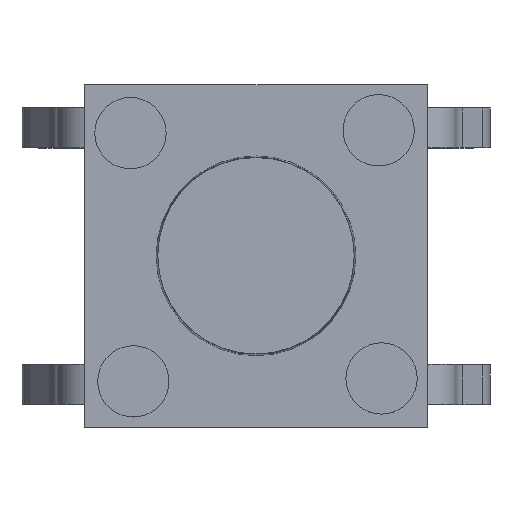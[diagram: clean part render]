
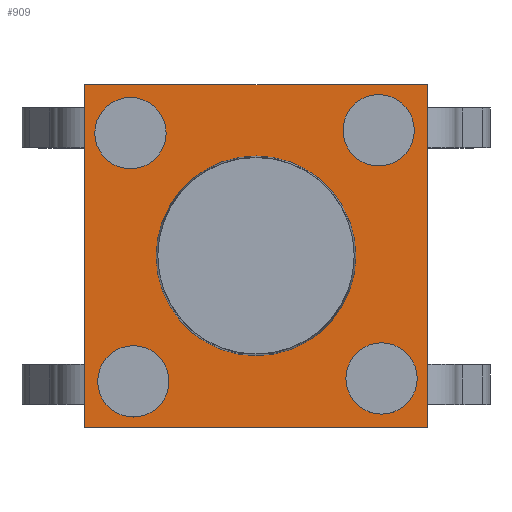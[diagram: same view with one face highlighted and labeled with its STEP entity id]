
A CAD part, top view. The second image highlights one B-rep face of the part: STEP entity #909.
In plain terms, the highlighted planar face has unit normal (0, 0, 1).
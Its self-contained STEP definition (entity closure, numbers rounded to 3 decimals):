
#48 = CARTESIAN_POINT ( 'NONE',  ( -3., -3., 3.5 ) ) ;
#150 = AXIS2_PLACEMENT_3D ( 'NONE', #5826, #2785, #6348 ) ;
#223 = CIRCLE ( 'NONE', #2546, 1.75 ) ;
#230 = CIRCLE ( 'NONE', #1341, 0.625 ) ;
#337 = DIRECTION ( 'NONE',  ( 1., 0., 0. ) ) ;
#406 = AXIS2_PLACEMENT_3D ( 'NONE', #6380, #3333, #337 ) ;
#407 = AXIS2_PLACEMENT_3D ( 'NONE', #1416, #4961, #1928 ) ;
#527 = DIRECTION ( 'NONE',  ( 0., 0., -1. ) ) ;
#574 = FACE_OUTER_BOUND ( 'NONE', #1458, .T. ) ;
#697 = ORIENTED_EDGE ( 'NONE', *, *, #5146, .F. ) ;
#741 = FACE_BOUND ( 'NONE', #2943, .T. ) ;
#824 = DIRECTION ( 'NONE',  ( 1., 0., 0. ) ) ;
#830 = CARTESIAN_POINT ( 'NONE',  ( 0., 0., 3.5 ) ) ;
#909 = ADVANCED_FACE ( 'NONE', ( #4778, #741, #4592, #3255, #1893, #574 ), #933, .T. ) ;
#930 = DIRECTION ( 'NONE',  ( 0., 0., 1. ) ) ;
#933 = PLANE ( 'NONE',  #4086 ) ;
#1024 = LINE ( 'NONE', #1765, #3636 ) ;
#1100 = DIRECTION ( 'NONE',  ( 0., 0., 1. ) ) ;
#1164 = ORIENTED_EDGE ( 'NONE', *, *, #3906, .F. ) ;
#1241 = AXIS2_PLACEMENT_3D ( 'NONE', #3938, #930, #4457 ) ;
#1244 = ORIENTED_EDGE ( 'NONE', *, *, #5278, .F. ) ;
#1272 = EDGE_CURVE ( 'NONE', #2645, #6310, #1024, .T. ) ;
#1341 = AXIS2_PLACEMENT_3D ( 'NONE', #4533, #1495, #5035 ) ;
#1362 = CIRCLE ( 'NONE', #2236, 0.625 ) ;
#1416 = CARTESIAN_POINT ( 'NONE',  ( 0., 0., 3.5 ) ) ;
#1458 = EDGE_LOOP ( 'NONE', ( #4161, #3113, #4254, #4473 ) ) ;
#1495 = DIRECTION ( 'NONE',  ( 0., 0., 1. ) ) ;
#1517 = CARTESIAN_POINT ( 'NONE',  ( 2.15, 2.2, 3.5 ) ) ;
#1727 = VERTEX_POINT ( 'NONE', #4932 ) ;
#1765 = CARTESIAN_POINT ( 'NONE',  ( -3., -3., 3.5 ) ) ;
#1766 = CIRCLE ( 'NONE', #4992, 0.625 ) ;
#1776 = VECTOR ( 'NONE', #5352, 1000. ) ;
#1783 = EDGE_CURVE ( 'NONE', #4480, #1727, #2208, .T. ) ;
#1807 = VECTOR ( 'NONE', #3698, 1000. ) ;
#1817 = CARTESIAN_POINT ( 'NONE',  ( -3., 3., 3.5 ) ) ;
#1832 = DIRECTION ( 'NONE',  ( 0., 0., 1. ) ) ;
#1893 = FACE_BOUND ( 'NONE', #4456, .T. ) ;
#1915 = AXIS2_PLACEMENT_3D ( 'NONE', #2180, #5712, #2669 ) ;
#1922 = VERTEX_POINT ( 'NONE', #2066 ) ;
#1928 = DIRECTION ( 'NONE',  ( -1., 0., 0. ) ) ;
#2015 = DIRECTION ( 'NONE',  ( 1., 0., 0. ) ) ;
#2043 = CARTESIAN_POINT ( 'NONE',  ( -2.825, 2.15, 3.5 ) ) ;
#2066 = CARTESIAN_POINT ( 'NONE',  ( -1.575, 2.15, 3.5 ) ) ;
#2093 = CARTESIAN_POINT ( 'NONE',  ( -2.775, -2.2, 3.5 ) ) ;
#2180 = CARTESIAN_POINT ( 'NONE',  ( 2.2, -2.15, 3.5 ) ) ;
#2181 = CARTESIAN_POINT ( 'NONE',  ( 3., 3., 3.5 ) ) ;
#2208 = CIRCLE ( 'NONE', #407, 1.75 ) ;
#2211 = EDGE_LOOP ( 'NONE', ( #6228, #3442 ) ) ;
#2236 = AXIS2_PLACEMENT_3D ( 'NONE', #1517, #5054, #2015 ) ;
#2255 = ORIENTED_EDGE ( 'NONE', *, *, #2807, .F. ) ;
#2294 = VECTOR ( 'NONE', #5864, 1000. ) ;
#2332 = DIRECTION ( 'NONE',  ( 1., 0., 0. ) ) ;
#2377 = VERTEX_POINT ( 'NONE', #2754 ) ;
#2505 = CARTESIAN_POINT ( 'NONE',  ( 2.775, 2.2, 3.5 ) ) ;
#2545 = ORIENTED_EDGE ( 'NONE', *, *, #6500, .F. ) ;
#2546 = AXIS2_PLACEMENT_3D ( 'NONE', #3515, #527, #4020 ) ;
#2631 = DIRECTION ( 'NONE',  ( 0., 0., 1. ) ) ;
#2645 = VERTEX_POINT ( 'NONE', #48 ) ;
#2669 = DIRECTION ( 'NONE',  ( 1., 0., 0. ) ) ;
#2671 = CIRCLE ( 'NONE', #1915, 0.625 ) ;
#2754 = CARTESIAN_POINT ( 'NONE',  ( -3., 3., 3.5 ) ) ;
#2785 = DIRECTION ( 'NONE',  ( 0., 0., 1. ) ) ;
#2807 = EDGE_CURVE ( 'NONE', #6070, #1922, #1766, .T. ) ;
#2943 = EDGE_LOOP ( 'NONE', ( #697, #5844 ) ) ;
#3089 = CIRCLE ( 'NONE', #406, 0.625 ) ;
#3113 = ORIENTED_EDGE ( 'NONE', *, *, #3203, .T. ) ;
#3124 = LINE ( 'NONE', #2181, #1807 ) ;
#3203 = EDGE_CURVE ( 'NONE', #6465, #2377, #3622, .T. ) ;
#3226 = CARTESIAN_POINT ( 'NONE',  ( 1.525, 2.2, 3.5 ) ) ;
#3255 = FACE_BOUND ( 'NONE', #5400, .T. ) ;
#3333 = DIRECTION ( 'NONE',  ( 0., 0., 1. ) ) ;
#3442 = ORIENTED_EDGE ( 'NONE', *, *, #3904, .T. ) ;
#3487 = EDGE_LOOP ( 'NONE', ( #1244, #4164 ) ) ;
#3515 = CARTESIAN_POINT ( 'NONE',  ( 0., 0., 3.5 ) ) ;
#3622 = LINE ( 'NONE', #4822, #2294 ) ;
#3636 = VECTOR ( 'NONE', #824, 1000. ) ;
#3670 = EDGE_CURVE ( 'NONE', #4813, #6237, #230, .T. ) ;
#3698 = DIRECTION ( 'NONE',  ( 0., 1., 0. ) ) ;
#3904 = EDGE_CURVE ( 'NONE', #1727, #4480, #223, .T. ) ;
#3906 = EDGE_CURVE ( 'NONE', #5090, #6221, #1362, .T. ) ;
#3938 = CARTESIAN_POINT ( 'NONE',  ( -2.2, 2.15, 3.5 ) ) ;
#4020 = DIRECTION ( 'NONE',  ( -1., 0., 0. ) ) ;
#4086 = AXIS2_PLACEMENT_3D ( 'NONE', #830, #1832, #2332 ) ;
#4109 = CARTESIAN_POINT ( 'NONE',  ( -2.15, -2.2, 3.5 ) ) ;
#4161 = ORIENTED_EDGE ( 'NONE', *, *, #5832, .T. ) ;
#4164 = ORIENTED_EDGE ( 'NONE', *, *, #3670, .F. ) ;
#4254 = ORIENTED_EDGE ( 'NONE', *, *, #6476, .T. ) ;
#4294 = CARTESIAN_POINT ( 'NONE',  ( 3., -3., 3.5 ) ) ;
#4414 = VERTEX_POINT ( 'NONE', #5240 ) ;
#4456 = EDGE_LOOP ( 'NONE', ( #2255, #5670 ) ) ;
#4457 = DIRECTION ( 'NONE',  ( 1., 0., 0. ) ) ;
#4473 = ORIENTED_EDGE ( 'NONE', *, *, #1272, .T. ) ;
#4480 = VERTEX_POINT ( 'NONE', #5066 ) ;
#4533 = CARTESIAN_POINT ( 'NONE',  ( 2.2, -2.15, 3.5 ) ) ;
#4592 = FACE_BOUND ( 'NONE', #3487, .T. ) ;
#4639 = DIRECTION ( 'NONE',  ( 1., 0., 0. ) ) ;
#4778 = FACE_BOUND ( 'NONE', #2211, .T. ) ;
#4813 = VERTEX_POINT ( 'NONE', #6495 ) ;
#4822 = CARTESIAN_POINT ( 'NONE',  ( -3., 3., 3.5 ) ) ;
#4932 = CARTESIAN_POINT ( 'NONE',  ( 1.75, 0., 3.5 ) ) ;
#4956 = VERTEX_POINT ( 'NONE', #2093 ) ;
#4961 = DIRECTION ( 'NONE',  ( 0., 0., -1. ) ) ;
#4992 = AXIS2_PLACEMENT_3D ( 'NONE', #5664, #2631, #6189 ) ;
#5035 = DIRECTION ( 'NONE',  ( 1., 0., 0. ) ) ;
#5054 = DIRECTION ( 'NONE',  ( 0., 0., 1. ) ) ;
#5066 = CARTESIAN_POINT ( 'NONE',  ( -1.75, 0., 3.5 ) ) ;
#5090 = VERTEX_POINT ( 'NONE', #2505 ) ;
#5146 = EDGE_CURVE ( 'NONE', #4956, #4414, #6172, .T. ) ;
#5240 = CARTESIAN_POINT ( 'NONE',  ( -1.525, -2.2, 3.5 ) ) ;
#5265 = CARTESIAN_POINT ( 'NONE',  ( 1.575, -2.15, 3.5 ) ) ;
#5278 = EDGE_CURVE ( 'NONE', #6237, #4813, #2671, .T. ) ;
#5352 = DIRECTION ( 'NONE',  ( 0., -1., 0. ) ) ;
#5400 = EDGE_LOOP ( 'NONE', ( #2545, #1164 ) ) ;
#5414 = EDGE_CURVE ( 'NONE', #4414, #4956, #6475, .T. ) ;
#5430 = AXIS2_PLACEMENT_3D ( 'NONE', #4109, #1100, #4639 ) ;
#5622 = LINE ( 'NONE', #1817, #1776 ) ;
#5664 = CARTESIAN_POINT ( 'NONE',  ( -2.2, 2.15, 3.5 ) ) ;
#5670 = ORIENTED_EDGE ( 'NONE', *, *, #6000, .F. ) ;
#5712 = DIRECTION ( 'NONE',  ( 0., 0., 1. ) ) ;
#5823 = CARTESIAN_POINT ( 'NONE',  ( 3., 3., 3.5 ) ) ;
#5826 = CARTESIAN_POINT ( 'NONE',  ( -2.15, -2.2, 3.5 ) ) ;
#5832 = EDGE_CURVE ( 'NONE', #6310, #6465, #3124, .T. ) ;
#5844 = ORIENTED_EDGE ( 'NONE', *, *, #5414, .F. ) ;
#5864 = DIRECTION ( 'NONE',  ( -1., 0., 0. ) ) ;
#6000 = EDGE_CURVE ( 'NONE', #1922, #6070, #6068, .T. ) ;
#6068 = CIRCLE ( 'NONE', #1241, 0.625 ) ;
#6070 = VERTEX_POINT ( 'NONE', #2043 ) ;
#6172 = CIRCLE ( 'NONE', #5430, 0.625 ) ;
#6189 = DIRECTION ( 'NONE',  ( 1., 0., 0. ) ) ;
#6221 = VERTEX_POINT ( 'NONE', #3226 ) ;
#6228 = ORIENTED_EDGE ( 'NONE', *, *, #1783, .T. ) ;
#6237 = VERTEX_POINT ( 'NONE', #5265 ) ;
#6310 = VERTEX_POINT ( 'NONE', #4294 ) ;
#6348 = DIRECTION ( 'NONE',  ( 1., 0., 0. ) ) ;
#6380 = CARTESIAN_POINT ( 'NONE',  ( 2.15, 2.2, 3.5 ) ) ;
#6465 = VERTEX_POINT ( 'NONE', #5823 ) ;
#6475 = CIRCLE ( 'NONE', #150, 0.625 ) ;
#6476 = EDGE_CURVE ( 'NONE', #2377, #2645, #5622, .T. ) ;
#6495 = CARTESIAN_POINT ( 'NONE',  ( 2.825, -2.15, 3.5 ) ) ;
#6500 = EDGE_CURVE ( 'NONE', #6221, #5090, #3089, .T. ) ;
